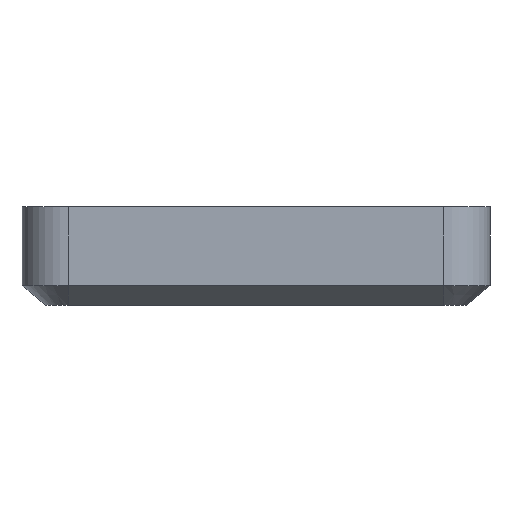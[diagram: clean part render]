
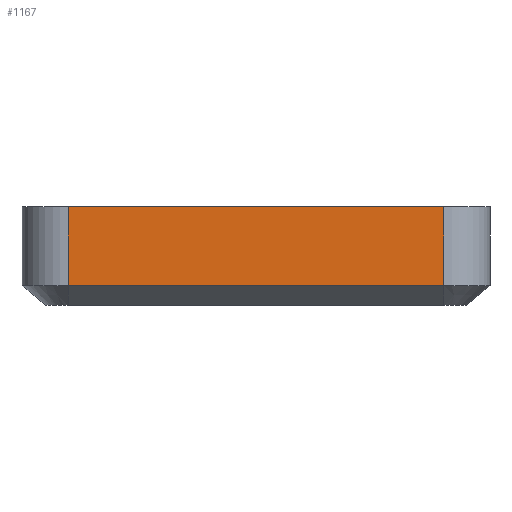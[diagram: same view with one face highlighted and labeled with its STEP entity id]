
A CAD part, front view. The second image highlights one B-rep face of the part: STEP entity #1167.
In plain terms, the highlighted planar face has unit normal (0, -1, 0).
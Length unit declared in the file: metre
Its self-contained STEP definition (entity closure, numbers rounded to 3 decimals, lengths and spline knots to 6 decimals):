
#132=ORIENTED_EDGE('',*,*,#463,.T.);
#133=ORIENTED_EDGE('',*,*,#465,.T.);
#134=ORIENTED_EDGE('',*,*,#466,.F.);
#135=ORIENTED_EDGE('',*,*,#467,.F.);
#463=EDGE_CURVE('',#628,#627,#729,.T.);
#465=EDGE_CURVE('',#627,#629,#730,.T.);
#466=EDGE_CURVE('',#630,#629,#731,.T.);
#467=EDGE_CURVE('',#628,#630,#732,.T.);
#627=VERTEX_POINT('',#1797);
#628=VERTEX_POINT('',#1799);
#629=VERTEX_POINT('',#1803);
#630=VERTEX_POINT('',#1805);
#729=LINE('',#1798,#878);
#730=LINE('',#1802,#879);
#731=LINE('',#1804,#880);
#732=LINE('',#1806,#881);
#878=VECTOR('',#1428,1.);
#879=VECTOR('',#1433,1.);
#880=VECTOR('',#1434,1.);
#881=VECTOR('',#1435,1.);
#979=EDGE_LOOP('',(#132,#133,#134,#135));
#1054=FACE_BOUND('',#979,.T.);
#1114=PLANE('',#1256);
#1167=ADVANCED_FACE('',(#1054),#1114,.F.);
#1256=AXIS2_PLACEMENT_3D('',#1801,#1431,#1432);
#1428=DIRECTION('',(0.,0.,-1.));
#1431=DIRECTION('',(0.,1.,0.));
#1432=DIRECTION('',(0.,0.,1.));
#1433=DIRECTION('',(1.,0.,0.));
#1434=DIRECTION('',(0.,0.,-1.));
#1435=DIRECTION('',(1.,0.,0.));
#1797=CARTESIAN_POINT('',(-0.013028,-0.04216,0.002));
#1798=CARTESIAN_POINT('',(-0.013028,-0.04216,0.01));
#1799=CARTESIAN_POINT('',(-0.013028,-0.04216,0.01));
#1801=CARTESIAN_POINT('',(0.005972,-0.04216,0.01));
#1802=CARTESIAN_POINT('',(0.005972,-0.04216,0.002));
#1803=CARTESIAN_POINT('',(0.024972,-0.04216,0.002));
#1804=CARTESIAN_POINT('',(0.024972,-0.04216,0.01));
#1805=CARTESIAN_POINT('',(0.024972,-0.04216,0.01));
#1806=CARTESIAN_POINT('',(0.005972,-0.04216,0.01));
